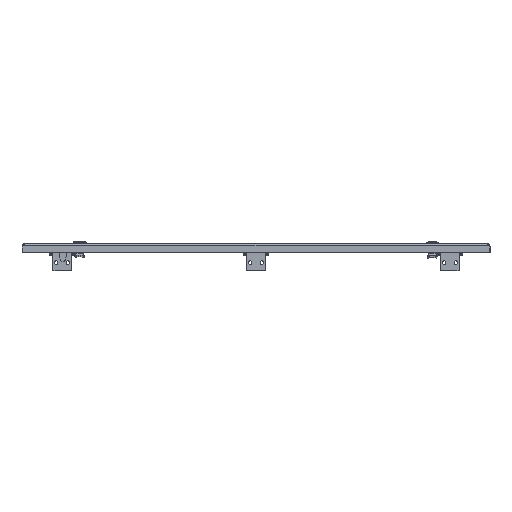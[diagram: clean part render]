
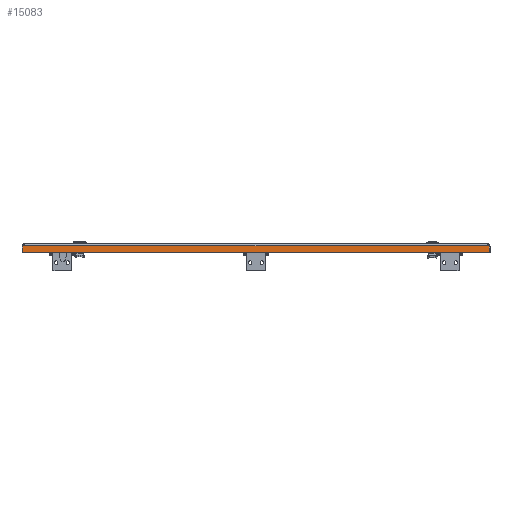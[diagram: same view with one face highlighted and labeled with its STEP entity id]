
A CAD part, left-side view. The second image highlights one B-rep face of the part: STEP entity #15083.
In plain terms, the highlighted planar face has unit normal (-1, 0, 0).
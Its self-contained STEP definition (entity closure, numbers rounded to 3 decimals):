
#29 = LINE ( 'NONE', #15222, #7824 ) ;
#5588 = VECTOR ( 'NONE', #52433, 1000. ) ;
#6117 = EDGE_CURVE ( 'NONE', #27908, #40962, #35662, .T. ) ;
#7824 = VECTOR ( 'NONE', #69141, 1000. ) ;
#9453 = CARTESIAN_POINT ( 'NONE',  ( -344.5, -497.5, -18. ) ) ;
#11030 = ORIENTED_EDGE ( 'NONE', *, *, #56084, .F. ) ;
#12517 = ORIENTED_EDGE ( 'NONE', *, *, #64093, .F. ) ;
#13868 = CARTESIAN_POINT ( 'NONE',  ( -344.5, 495.429, -4. ) ) ;
#15083 = ADVANCED_FACE ( 'NONE', ( #16523 ), #16869, .F. ) ;
#15222 = CARTESIAN_POINT ( 'NONE',  ( -344.5, -497.5, -4. ) ) ;
#15699 = LINE ( 'NONE', #26623, #63134 ) ;
#16523 = FACE_OUTER_BOUND ( 'NONE', #24178, .T. ) ;
#16869 = PLANE ( 'NONE',  #59288 ) ;
#18160 = CARTESIAN_POINT ( 'NONE',  ( -344.5, -495.429, -4. ) ) ;
#18787 = VERTEX_POINT ( 'NONE', #19047 ) ;
#18920 = VECTOR ( 'NONE', #46569, 1000. ) ;
#19047 = CARTESIAN_POINT ( 'NONE',  ( -344.5, -495.429, -18. ) ) ;
#21456 = CARTESIAN_POINT ( 'NONE',  ( -344.5, 0., 0. ) ) ;
#24178 = EDGE_LOOP ( 'NONE', ( #11030, #39378, #38967, #12517 ) ) ;
#24354 = CARTESIAN_POINT ( 'NONE',  ( -344.5, 495.429, 0. ) ) ;
#26623 = CARTESIAN_POINT ( 'NONE',  ( -344.5, -495.429, -2. ) ) ;
#27908 = VERTEX_POINT ( 'NONE', #13868 ) ;
#35662 = LINE ( 'NONE', #24354, #18920 ) ;
#36263 = LINE ( 'NONE', #9453, #5588 ) ;
#38967 = ORIENTED_EDGE ( 'NONE', *, *, #43106, .F. ) ;
#39378 = ORIENTED_EDGE ( 'NONE', *, *, #6117, .T. ) ;
#40962 = VERTEX_POINT ( 'NONE', #57391 ) ;
#43106 = EDGE_CURVE ( 'NONE', #18787, #40962, #36263, .T. ) ;
#46569 = DIRECTION ( 'NONE',  ( 0., 0., -1. ) ) ;
#48940 = DIRECTION ( 'NONE',  ( 1., 0., 0. ) ) ;
#51021 = VERTEX_POINT ( 'NONE', #18160 ) ;
#52433 = DIRECTION ( 'NONE',  ( 0., 1., 0. ) ) ;
#56084 = EDGE_CURVE ( 'NONE', #27908, #51021, #29, .T. ) ;
#57391 = CARTESIAN_POINT ( 'NONE',  ( -344.5, 495.429, -18. ) ) ;
#59288 = AXIS2_PLACEMENT_3D ( 'NONE', #21456, #48940, #64813 ) ;
#59380 = DIRECTION ( 'NONE',  ( 0., 0., -1. ) ) ;
#63134 = VECTOR ( 'NONE', #59380, 1000. ) ;
#64093 = EDGE_CURVE ( 'NONE', #51021, #18787, #15699, .T. ) ;
#64813 = DIRECTION ( 'NONE',  ( 0., 0., -1. ) ) ;
#69141 = DIRECTION ( 'NONE',  ( 0., -1., 0. ) ) ;
